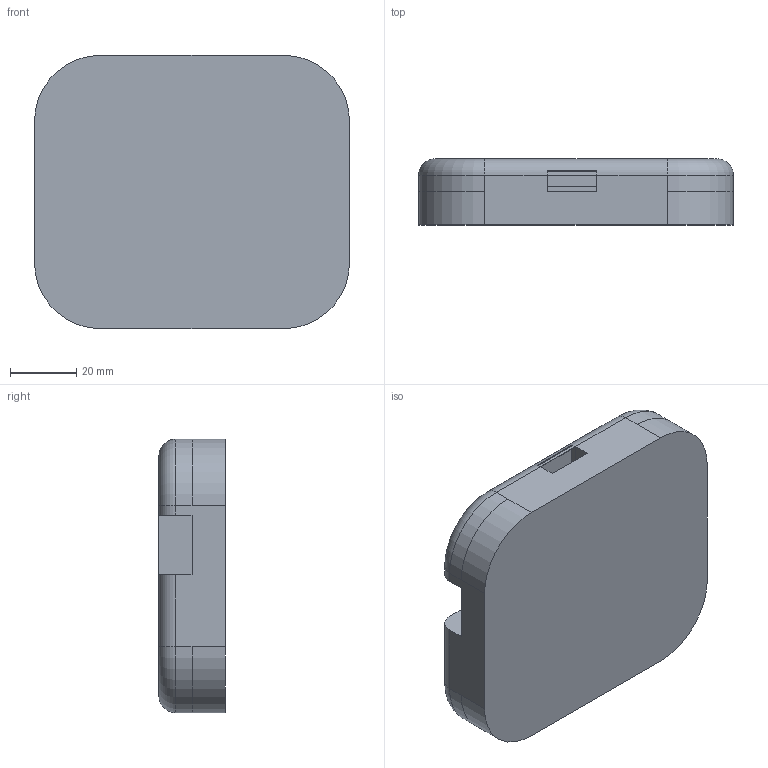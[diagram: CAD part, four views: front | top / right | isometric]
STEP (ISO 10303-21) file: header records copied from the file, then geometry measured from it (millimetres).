
FILE_DESCRIPTION(/* description */ (''),/* implementation_level */ '2;1');
FILE_NAME(/* name */ 'micropad_case.step',/* time_stamp */ '2025-12-29T15:55:19+05:30',/* author */ (''),/* organization */ (''),/* preprocessor_version */ 'ST-DEVELOPER v20.1',/* originating_system */ 'Autodesk Translation Framework v14.21.0.0',/* authorisation */ '');
FILE_SCHEMA (('AUTOMOTIVE_DESIGN { 1 0 10303 214 3 1 1 }'));
Length unit declared in the file: millimetre
Products named in the file (1): 2025-12-22-21-25-25-959
Bounding box: 95.4 x 20 x 82.8 mm (x, y, z)
Volume: 99402.9 mm3; surface area: 23792.5 mm2
Topology: 1 solids, 1 shells, 41 faces, 113 edges, 72 vertices
Faces by surface type: plane 24, cylinder 13, torus 4
Entity records: 1336 total; most frequent: CARTESIAN_POINT 227, ORIENTED_EDGE 226, DIRECTION 225, EDGE_CURVE 113, LINE 85, VECTOR 85, VERTEX_POINT 72, AXIS2_PLACEMENT_3D 70
